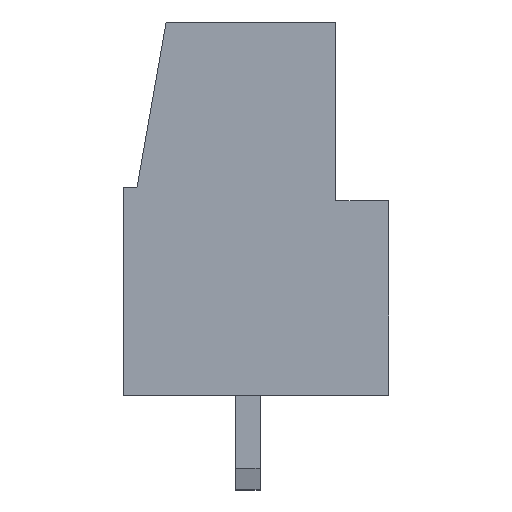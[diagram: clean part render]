
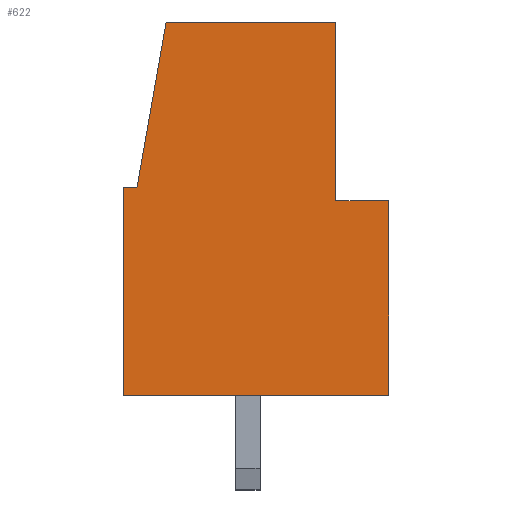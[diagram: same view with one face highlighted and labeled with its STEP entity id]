
A CAD part, left-side view. The second image highlights one B-rep face of the part: STEP entity #622.
In plain terms, the highlighted planar face has unit normal (-1, 0, 0).
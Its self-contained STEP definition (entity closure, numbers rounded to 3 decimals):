
#622 = ADVANCED_FACE( '', ( #1362 ), #1363, .T. );
#1362 = FACE_OUTER_BOUND( '', #2244, .T. );
#1363 = PLANE( '', #2245 );
#2244 = EDGE_LOOP( '', ( #3858, #3859, #3860, #3861, #3862, #3863, #3864, #3865 ) );
#2245 = AXIS2_PLACEMENT_3D( '', #3866, #3867, #3868 );
#3858 = ORIENTED_EDGE( '', *, *, #5913, .T. );
#3859 = ORIENTED_EDGE( '', *, *, #5692, .F. );
#3860 = ORIENTED_EDGE( '', *, *, #5661, .T. );
#3861 = ORIENTED_EDGE( '', *, *, #5914, .F. );
#3862 = ORIENTED_EDGE( '', *, *, #5915, .F. );
#3863 = ORIENTED_EDGE( '', *, *, #5916, .T. );
#3864 = ORIENTED_EDGE( '', *, *, #5917, .F. );
#3865 = ORIENTED_EDGE( '', *, *, #5719, .F. );
#3866 = CARTESIAN_POINT( '', ( -2.54, 0., 0. ) );
#3867 = DIRECTION( '', ( -1., 0., 0. ) );
#3868 = DIRECTION( '', ( 0., 0., 1. ) );
#5661 = EDGE_CURVE( '', #6927, #6925, #6928, .T. );
#5692 = EDGE_CURVE( '', #6927, #6972, #6973, .T. );
#5719 = EDGE_CURVE( '', #7015, #7017, #7018, .T. );
#5913 = EDGE_CURVE( '', #7015, #6972, #7306, .T. );
#5914 = EDGE_CURVE( '', #7307, #6925, #7308, .T. );
#5915 = EDGE_CURVE( '', #7309, #7307, #7310, .T. );
#5916 = EDGE_CURVE( '', #7309, #7311, #7312, .T. );
#5917 = EDGE_CURVE( '', #7017, #7311, #7313, .T. );
#6925 = VERTEX_POINT( '', #8688 );
#6927 = VERTEX_POINT( '', #8691 );
#6928 = LINE( '', #8692, #8693 );
#6972 = VERTEX_POINT( '', #8759 );
#6973 = LINE( '', #8760, #8761 );
#7015 = VERTEX_POINT( '', #8818 );
#7017 = VERTEX_POINT( '', #8821 );
#7018 = LINE( '', #8822, #8823 );
#7306 = LINE( '', #9255, #9256 );
#7307 = VERTEX_POINT( '', #9257 );
#7308 = LINE( '', #9258, #9259 );
#7309 = VERTEX_POINT( '', #9260 );
#7310 = LINE( '', #9261, #9262 );
#7311 = VERTEX_POINT( '', #9263 );
#7312 = LINE( '', #9264, #9265 );
#7313 = LINE( '', #9266, #9267 );
#8688 = CARTESIAN_POINT( '', ( -2.54, -7.85, 7.2 ) );
#8691 = CARTESIAN_POINT( '', ( -2.54, -9.8, 7.2 ) );
#8692 = CARTESIAN_POINT( '', ( -2.54, -9.8, 7.2 ) );
#8693 = VECTOR( '', #10284, 1000. );
#8759 = CARTESIAN_POINT( '', ( -2.54, -9.8, 0. ) );
#8760 = CARTESIAN_POINT( '', ( -2.54, -9.8, 7.2 ) );
#8761 = VECTOR( '', #10307, 1000. );
#8818 = CARTESIAN_POINT( '', ( -2.54, 0., 0. ) );
#8821 = CARTESIAN_POINT( '', ( -2.54, 0., 7.7 ) );
#8822 = CARTESIAN_POINT( '', ( -2.54, 0., 0. ) );
#8823 = VECTOR( '', #10339, 1000. );
#9255 = CARTESIAN_POINT( '', ( -2.54, 0., 0. ) );
#9256 = VECTOR( '', #10490, 1000. );
#9257 = CARTESIAN_POINT( '', ( -2.54, -7.85, 13.8 ) );
#9258 = CARTESIAN_POINT( '', ( -2.54, -7.85, 13.8 ) );
#9259 = VECTOR( '', #10491, 1000. );
#9260 = CARTESIAN_POINT( '', ( -2.54, -1.576, 13.8 ) );
#9261 = CARTESIAN_POINT( '', ( -2.54, -1.576, 13.8 ) );
#9262 = VECTOR( '', #10492, 1000. );
#9263 = CARTESIAN_POINT( '', ( -2.54, -0.5, 7.7 ) );
#9264 = CARTESIAN_POINT( '', ( -2.54, -1.576, 13.8 ) );
#9265 = VECTOR( '', #10493, 1000. );
#9266 = CARTESIAN_POINT( '', ( -2.54, 0., 7.7 ) );
#9267 = VECTOR( '', #10494, 1000. );
#10284 = DIRECTION( '', ( 0., 1., 0. ) );
#10307 = DIRECTION( '', ( 0., 0., -1. ) );
#10339 = DIRECTION( '', ( 0., 0., 1. ) );
#10490 = DIRECTION( '', ( 0., -1., 0. ) );
#10491 = DIRECTION( '', ( 0., 0., -1. ) );
#10492 = DIRECTION( '', ( 0., -1., 0. ) );
#10493 = DIRECTION( '', ( 0., 0.174, -0.985 ) );
#10494 = DIRECTION( '', ( 0., -1., 0. ) );
